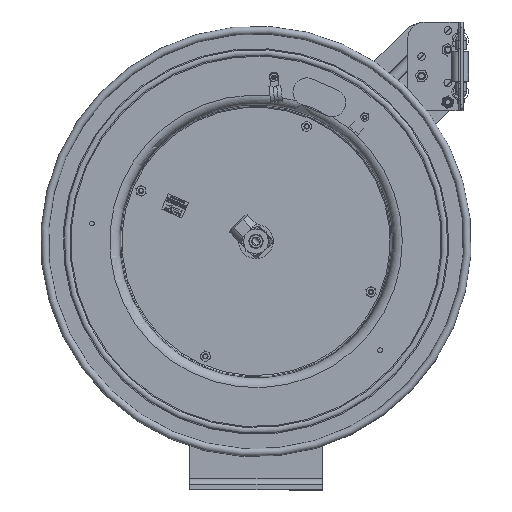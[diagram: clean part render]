
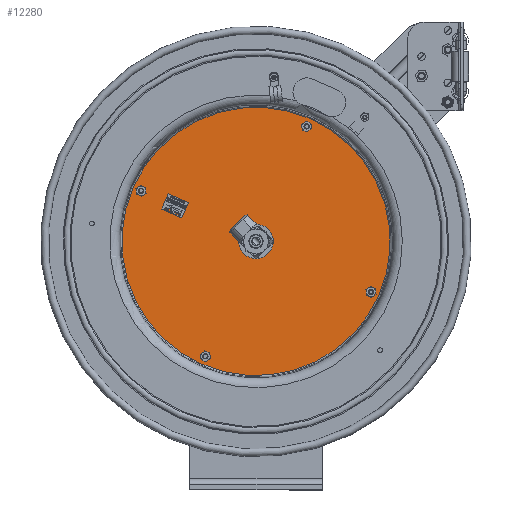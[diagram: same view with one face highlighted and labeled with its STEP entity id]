
A CAD part, top view. The second image highlights one B-rep face of the part: STEP entity #12280.
In plain terms, the highlighted planar face has unit normal (0, 0, 1).
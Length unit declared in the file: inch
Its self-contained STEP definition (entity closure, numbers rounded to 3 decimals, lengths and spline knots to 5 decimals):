
#12209=CARTESIAN_POINT('',(0.,11.25184,4.8692));
#12210=DIRECTION('',(0.0,0.0,1.0));
#12211=DIRECTION('',(0.915,-0.403,0.0));
#12212=AXIS2_PLACEMENT_3D('',#12209,#12210,#12211);
#12213=PLANE('',#12212);
#12214=CARTESIAN_POINT('',(-5.56332,13.69837,4.8692));
#12215=VERTEX_POINT('',#12214);
#12216=CARTESIAN_POINT('',(0.,11.25184,4.8692));
#12217=DIRECTION('',(0.,0.,-1.0));
#12218=DIRECTION('',(0.915,-0.403,0.));
#12219=AXIS2_PLACEMENT_3D('',#12216,#12217,#12218);
#12220=CIRCLE('',#12219,6.0775);
#12221=EDGE_CURVE('',#12215,#12215,#12220,.T.);
#12222=ORIENTED_EDGE('',*,*,#12221,.F.);
#12223=EDGE_LOOP('',(#12222));
#12224=FACE_OUTER_BOUND('',#12223,.T.);
#12225=CARTESIAN_POINT('',(-2.16138,5.98917,4.8692));
#12226=VERTEX_POINT('',#12225);
#12227=CARTESIAN_POINT('',(-2.28954,6.04553,4.8692));
#12228=DIRECTION('',(0.,0.,-1.0));
#12229=DIRECTION('',(0.915,-0.403,0.));
#12230=AXIS2_PLACEMENT_3D('',#12227,#12228,#12229);
#12231=CIRCLE('',#12230,0.14);
#12232=EDGE_CURVE('',#12226,#12226,#12231,.T.);
#12233=ORIENTED_EDGE('',*,*,#12232,.T.);
#12234=EDGE_LOOP('',(#12233));
#12235=FACE_BOUND('',#12234,.T.);
#12236=CARTESIAN_POINT('',(2.41769,16.40179,4.8692));
#12237=VERTEX_POINT('',#12236);
#12238=CARTESIAN_POINT('',(2.28954,16.45815,4.8692));
#12239=DIRECTION('',(0.,0.,-1.0));
#12240=DIRECTION('',(0.915,-0.403,0.));
#12241=AXIS2_PLACEMENT_3D('',#12238,#12239,#12240);
#12242=CIRCLE('',#12241,0.14);
#12243=EDGE_CURVE('',#12237,#12237,#12242,.T.);
#12244=ORIENTED_EDGE('',*,*,#12243,.T.);
#12245=EDGE_LOOP('',(#12244));
#12246=FACE_BOUND('',#12245,.T.);
#12247=CARTESIAN_POINT('',(-5.07816,13.48502,4.8692));
#12248=VERTEX_POINT('',#12247);
#12249=CARTESIAN_POINT('',(-5.20631,13.54138,4.8692));
#12250=DIRECTION('',(0.,0.,-1.0));
#12251=DIRECTION('',(0.915,-0.403,0.));
#12252=AXIS2_PLACEMENT_3D('',#12249,#12250,#12251);
#12253=CIRCLE('',#12252,0.14);
#12254=EDGE_CURVE('',#12248,#12248,#12253,.T.);
#12255=ORIENTED_EDGE('',*,*,#12254,.T.);
#12256=EDGE_LOOP('',(#12255));
#12257=FACE_BOUND('',#12256,.T.);
#12258=CARTESIAN_POINT('',(5.33447,8.90595,4.8692));
#12259=VERTEX_POINT('',#12258);
#12260=CARTESIAN_POINT('',(5.20631,8.9623,4.8692));
#12261=DIRECTION('',(0.,0.,-1.0));
#12262=DIRECTION('',(0.915,-0.403,0.));
#12263=AXIS2_PLACEMENT_3D('',#12260,#12261,#12262);
#12264=CIRCLE('',#12263,0.14);
#12265=EDGE_CURVE('',#12259,#12259,#12264,.T.);
#12266=ORIENTED_EDGE('',*,*,#12265,.T.);
#12267=EDGE_LOOP('',(#12266));
#12268=FACE_BOUND('',#12267,.T.);
#12269=CARTESIAN_POINT('',(0.59958,10.98817,4.8692));
#12270=VERTEX_POINT('',#12269);
#12271=CARTESIAN_POINT('',(0.,11.25184,4.8692));
#12272=DIRECTION('',(0.,0.,-1.0));
#12273=DIRECTION('',(-0.915,0.403,0.));
#12274=AXIS2_PLACEMENT_3D('',#12271,#12272,#12273);
#12275=CIRCLE('',#12274,0.655);
#12276=EDGE_CURVE('',#12270,#12270,#12275,.T.);
#12277=ORIENTED_EDGE('',*,*,#12276,.T.);
#12278=EDGE_LOOP('',(#12277));
#12279=FACE_BOUND('',#12278,.T.);
#12280=ADVANCED_FACE('',(#12224,#12235,#12246,#12257,#12268,#12279),#12213,.T.);
